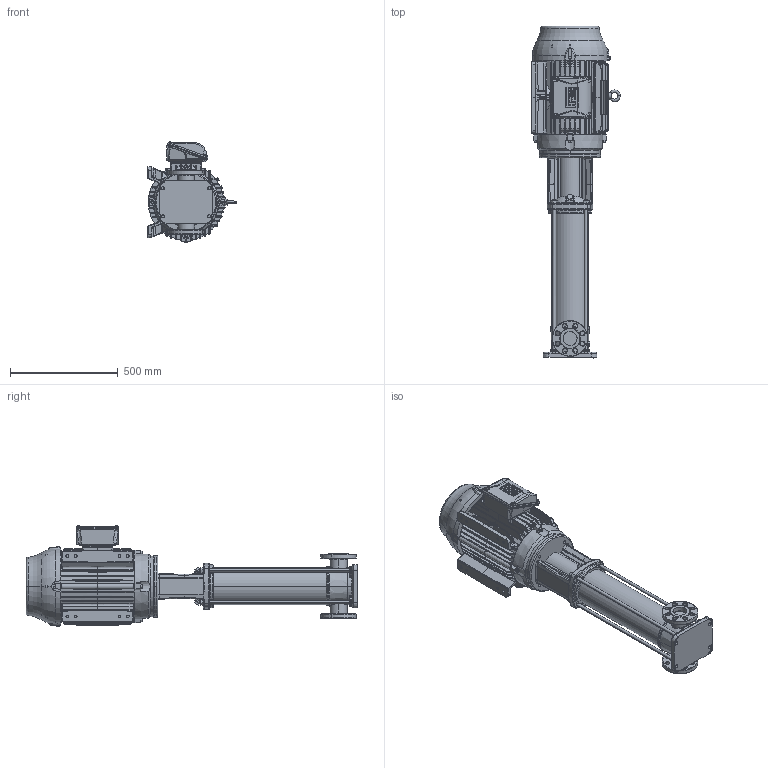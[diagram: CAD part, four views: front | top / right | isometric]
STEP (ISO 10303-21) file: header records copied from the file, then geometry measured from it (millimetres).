
FILE_DESCRIPTION (( 'STEP AP203' ), '1' );
FILE_NAME ('3350080 - MVI-75-12-25 HP-284TSC-304-E-575~3.step', '2022-03-31T13:10:06', ( '' ), ( '' ), 'SwSTEP 2.0', 'SolidWorks 2021', '' );
FILE_SCHEMA (( 'CONFIG_CONTROL_DESIGN' ));
Length unit declared in the file: inch
Products named in the file (5): TEFC MOTOR_2700105 - NEMA V2 25 HP 284_6TSC 575~3 TEFC W; sbi_n_15-12_flange(NEMA); 3350080 - MVI-75-12-25 HP-284TSC-304-E-575~3; 2700105 - NEMA V2 25 HP 284_6TSC 575~3 TEFC W; MVI PEO - [304-EPDM]_3304080 - MVI-75-12-25 HP-284TSC-304-E-S
Assembly tree (4 placements, depth 3):
  3350080 - MVI-75-12-25 HP-284TSC-304-E-575~3
    MVI PEO - [304-EPDM]_3304080 - MVI-75-12-25 HP-284TSC-304-E-S
      sbi_n_15-12_flange(NEMA)
    TEFC MOTOR_2700105 - NEMA V2 25 HP 284_6TSC 575~3 TEFC W
      2700105 - NEMA V2 25 HP 284_6TSC 575~3 TEFC W
Bounding box: 410.76 x 1537.5 x 466.9 mm (x, y, z)
Volume: 74235139.1 mm3; surface area: 3247222.1 mm2
Topology: 22 solids, 24 shells, 3599 faces, 9209 edges, 5738 vertices
Faces by surface type: bspline 1117, cylinder 1094, plane 1026, cone 285, torus 59, sphere 18
Entity records: 182833 total; most frequent: CARTESIAN_POINT 105748, ORIENTED_EDGE 18362, DIRECTION 12914, EDGE_CURVE 9181, VERTEX_POINT 5735, AXIS2_PLACEMENT_3D 5101, EDGE_LOOP 3800, ADVANCED_FACE 3599
